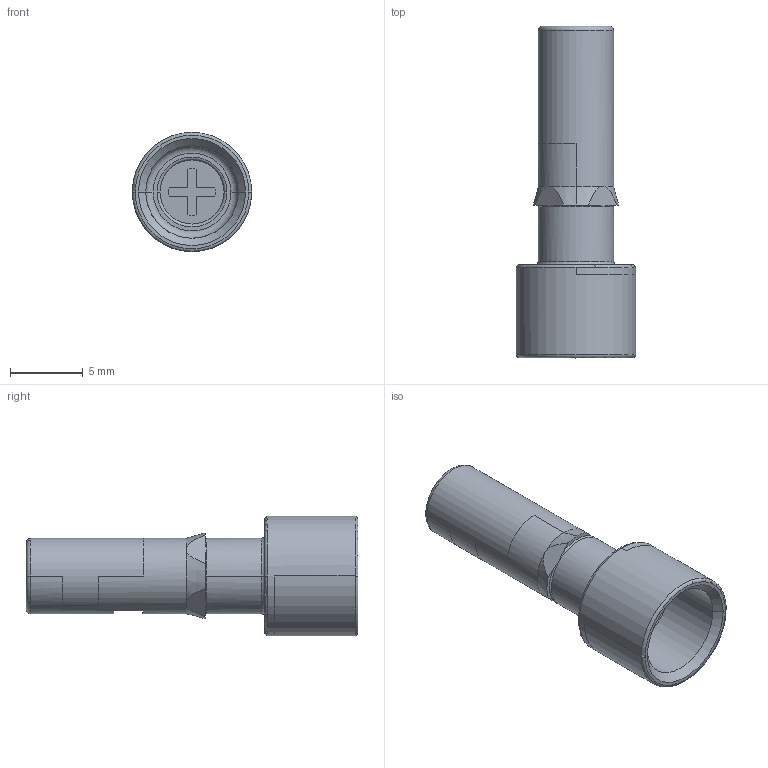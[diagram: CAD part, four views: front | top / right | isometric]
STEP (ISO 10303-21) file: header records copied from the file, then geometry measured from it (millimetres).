
FILE_DESCRIPTION((''),'2;1');
FILE_NAME('PCF_1P6_39','2017-06-17T',('tl.yang'),(''),'PRO/ENGINEER BY PARAMETRIC TECHNOLOGY CORPORATION, 2011500','PRO/ENGINEER BY PARAMETRIC TECHNOLOGY CORPORATION, 2011500','');
FILE_SCHEMA(('CONFIG_CONTROL_DESIGN'));
Length unit declared in the file: millimetre
Products named in the file (1): PCF_1P6_39
Bounding box: 8.2 x 22.8 x 8.2 mm (x, y, z)
Volume: 489.9 mm3; surface area: 737 mm2
Topology: 1 solids, 3 shells, 98 faces, 281 edges, 194 vertices
Faces by surface type: plane 33, cylinder 26, cone 19, torus 18, bspline 2
Entity records: 3551 total; most frequent: CARTESIAN_POINT 801, DIRECTION 617, ORIENTED_EDGE 562, EDGE_CURVE 281, AXIS2_PLACEMENT_3D 260, VERTEX_POINT 194, CIRCLE 164, EDGE_LOOP 107
